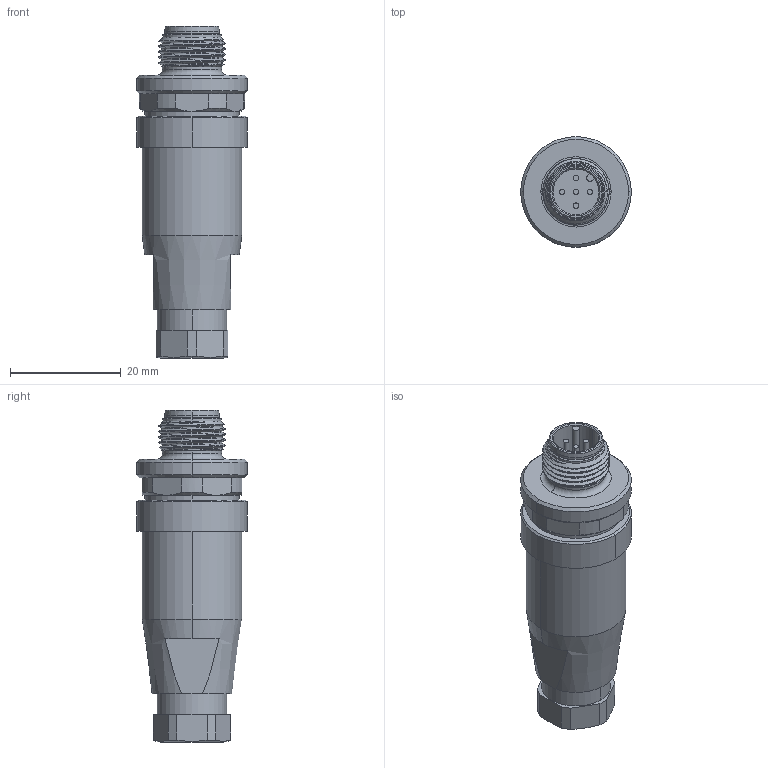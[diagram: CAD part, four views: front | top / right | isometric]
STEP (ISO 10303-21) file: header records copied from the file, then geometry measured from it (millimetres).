
FILE_DESCRIPTION((''),'2;1');
FILE_NAME('C-T4111001051-000','2016-06-02T',('workeradm'),('Tyco Electronics Ltd.'),'CREO PARAMETRIC BY PTC INC, 2015200','CREO PARAMETRIC BY PTC INC, 2015200','');
FILE_SCHEMA(('AUTOMOTIVE_DESIGN { 1 0 10303 214 1 1 1 1 }'));
Length unit declared in the file: millimetre
Products named in the file (1): C-T4111001051-000
Bounding box: 20 x 20 x 60 mm (x, y, z)
Volume: 12076.2 mm3; surface area: 4224.3 mm2
Topology: 1 solids, 1 shells, 130 faces, 299 edges, 185 vertices
Faces by surface type: plane 47, cylinder 43, cone 24, torus 8, bspline 8
Entity records: 6616 total; most frequent: CARTESIAN_POINT 3672, DIRECTION 606, ORIENTED_EDGE 598, EDGE_CURVE 299, AXIS2_PLACEMENT_3D 247, VERTEX_POINT 185, EDGE_LOOP 144, FACE_OUTER_BOUND 130
